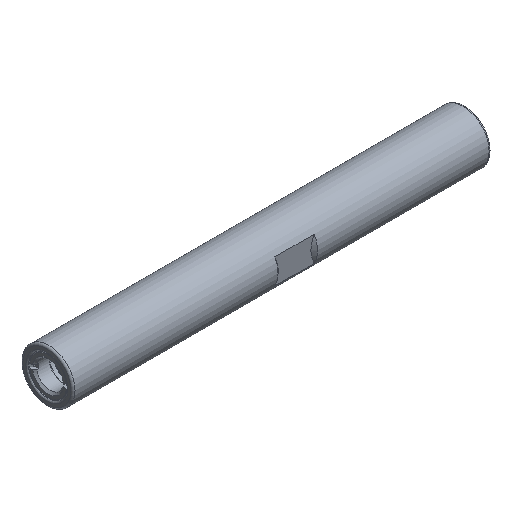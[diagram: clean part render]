
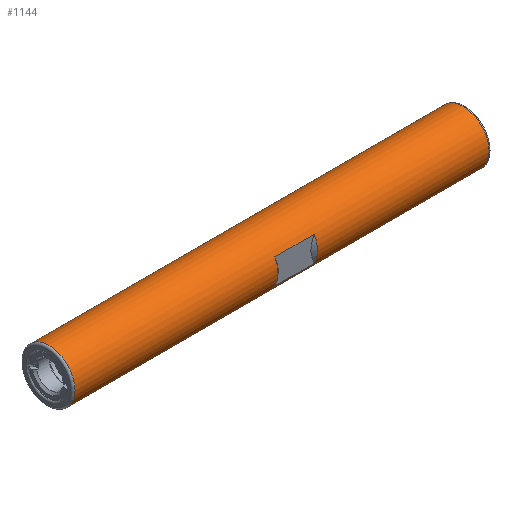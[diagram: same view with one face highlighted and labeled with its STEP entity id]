
A CAD part, isometric view. The second image highlights one B-rep face of the part: STEP entity #1144.
In plain terms, the highlighted cylindrical face has radius 6.345 mm (diameter 12.69 mm), a full revolution.
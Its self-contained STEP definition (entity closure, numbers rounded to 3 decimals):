
#25=FACE_BOUND('',#275,.T.);
#38=CYLINDRICAL_SURFACE('',#1239,6.345);
#53=LINE('',#1842,#113);
#54=LINE('',#1843,#114);
#55=LINE('',#1845,#115);
#56=LINE('',#1846,#116);
#57=LINE('',#1853,#117);
#58=LINE('',#1855,#118);
#113=VECTOR('',#1428,10.);
#114=VECTOR('',#1429,10.);
#115=VECTOR('',#1432,10.);
#116=VECTOR('',#1433,10.);
#117=VECTOR('',#1440,6.345);
#118=VECTOR('',#1441,6.345);
#211=FACE_OUTER_BOUND('',#274,.T.);
#274=EDGE_LOOP('',(#806,#807,#808,#809,#810,#811,#812,#813,#814,#815,#816,
#817,#818,#819,#820,#821));
#275=EDGE_LOOP('',(#822,#823,#824,#825));
#341=CIRCLE('',#1221,6.345);
#342=CIRCLE('',#1222,6.345);
#344=CIRCLE('',#1226,6.345);
#345=CIRCLE('',#1227,6.345);
#347=CIRCLE('',#1231,6.345);
#349=CIRCLE('',#1235,6.345);
#350=CIRCLE('',#1240,6.345);
#351=CIRCLE('',#1241,6.345);
#352=CIRCLE('',#1242,6.345);
#353=CIRCLE('',#1243,6.345);
#354=CIRCLE('',#1244,6.345);
#355=CIRCLE('',#1245,6.345);
#458=VERTEX_POINT('',#1778);
#461=VERTEX_POINT('',#1785);
#462=VERTEX_POINT('',#1789);
#463=VERTEX_POINT('',#1795);
#466=VERTEX_POINT('',#1802);
#467=VERTEX_POINT('',#1806);
#468=VERTEX_POINT('',#1812);
#471=VERTEX_POINT('',#1819);
#472=VERTEX_POINT('',#1827);
#475=VERTEX_POINT('',#1834);
#476=VERTEX_POINT('',#1848);
#477=VERTEX_POINT('',#1849);
#478=VERTEX_POINT('',#1851);
#479=VERTEX_POINT('',#1854);
#480=VERTEX_POINT('',#1856);
#481=VERTEX_POINT('',#1858);
#589=EDGE_CURVE('',#461,#462,#341,.T.);
#590=EDGE_CURVE('',#462,#458,#342,.T.);
#595=EDGE_CURVE('',#466,#467,#344,.T.);
#596=EDGE_CURVE('',#467,#463,#345,.T.);
#601=EDGE_CURVE('',#471,#468,#347,.T.);
#606=EDGE_CURVE('',#475,#472,#349,.T.);
#608=EDGE_CURVE('',#461,#463,#53,.T.);
#609=EDGE_CURVE('',#466,#458,#54,.T.);
#610=EDGE_CURVE('',#471,#472,#55,.T.);
#611=EDGE_CURVE('',#475,#468,#56,.T.);
#612=EDGE_CURVE('',#476,#477,#350,.T.);
#613=EDGE_CURVE('',#478,#476,#351,.T.);
#614=EDGE_CURVE('',#478,#462,#57,.T.);
#615=EDGE_CURVE('',#467,#479,#58,.T.);
#616=EDGE_CURVE('',#479,#480,#352,.T.);
#617=EDGE_CURVE('',#480,#481,#353,.T.);
#618=EDGE_CURVE('',#481,#479,#354,.T.);
#619=EDGE_CURVE('',#477,#478,#355,.T.);
#806=ORIENTED_EDGE('',*,*,#612,.F.);
#807=ORIENTED_EDGE('',*,*,#613,.F.);
#808=ORIENTED_EDGE('',*,*,#614,.T.);
#809=ORIENTED_EDGE('',*,*,#589,.F.);
#810=ORIENTED_EDGE('',*,*,#608,.T.);
#811=ORIENTED_EDGE('',*,*,#596,.F.);
#812=ORIENTED_EDGE('',*,*,#615,.T.);
#813=ORIENTED_EDGE('',*,*,#616,.T.);
#814=ORIENTED_EDGE('',*,*,#617,.T.);
#815=ORIENTED_EDGE('',*,*,#618,.T.);
#816=ORIENTED_EDGE('',*,*,#615,.F.);
#817=ORIENTED_EDGE('',*,*,#595,.F.);
#818=ORIENTED_EDGE('',*,*,#609,.T.);
#819=ORIENTED_EDGE('',*,*,#590,.F.);
#820=ORIENTED_EDGE('',*,*,#614,.F.);
#821=ORIENTED_EDGE('',*,*,#619,.F.);
#822=ORIENTED_EDGE('',*,*,#610,.T.);
#823=ORIENTED_EDGE('',*,*,#606,.F.);
#824=ORIENTED_EDGE('',*,*,#611,.T.);
#825=ORIENTED_EDGE('',*,*,#601,.F.);
#1144=ADVANCED_FACE('',(#211,#25),#38,.T.);
#1221=AXIS2_PLACEMENT_3D('',#1790,#1390,#1391);
#1222=AXIS2_PLACEMENT_3D('',#1791,#1392,#1393);
#1226=AXIS2_PLACEMENT_3D('',#1807,#1401,#1402);
#1227=AXIS2_PLACEMENT_3D('',#1808,#1403,#1404);
#1231=AXIS2_PLACEMENT_3D('',#1823,#1412,#1413);
#1235=AXIS2_PLACEMENT_3D('',#1838,#1421,#1422);
#1239=AXIS2_PLACEMENT_3D('',#1847,#1434,#1435);
#1240=AXIS2_PLACEMENT_3D('',#1850,#1436,#1437);
#1241=AXIS2_PLACEMENT_3D('',#1852,#1438,#1439);
#1242=AXIS2_PLACEMENT_3D('',#1857,#1442,#1443);
#1243=AXIS2_PLACEMENT_3D('',#1859,#1444,#1445);
#1244=AXIS2_PLACEMENT_3D('',#1860,#1446,#1447);
#1245=AXIS2_PLACEMENT_3D('',#1861,#1448,#1449);
#1390=DIRECTION('center_axis',(-1.,0.,0.));
#1391=DIRECTION('ref_axis',(0.,-1.,0.));
#1392=DIRECTION('center_axis',(-1.,0.,0.));
#1393=DIRECTION('ref_axis',(0.,-1.,0.));
#1401=DIRECTION('center_axis',(1.,0.,0.));
#1402=DIRECTION('ref_axis',(0.,-1.,0.));
#1403=DIRECTION('center_axis',(1.,0.,0.));
#1404=DIRECTION('ref_axis',(0.,-1.,0.));
#1412=DIRECTION('center_axis',(-1.,0.,0.));
#1413=DIRECTION('ref_axis',(0.,1.,0.));
#1421=DIRECTION('center_axis',(1.,0.,0.));
#1422=DIRECTION('ref_axis',(0.,1.,0.));
#1428=DIRECTION('',(-1.,0.,0.));
#1429=DIRECTION('',(1.,0.,0.));
#1432=DIRECTION('',(-1.,0.,0.));
#1433=DIRECTION('',(1.,0.,0.));
#1434=DIRECTION('center_axis',(1.,0.,0.));
#1435=DIRECTION('ref_axis',(0.,1.,0.));
#1436=DIRECTION('center_axis',(1.,0.,0.));
#1437=DIRECTION('ref_axis',(0.,0.,-1.));
#1438=DIRECTION('center_axis',(1.,0.,0.));
#1439=DIRECTION('ref_axis',(0.,0.,-1.));
#1440=DIRECTION('',(-1.,0.,0.));
#1441=DIRECTION('',(-1.,0.,0.));
#1442=DIRECTION('center_axis',(1.,0.,0.));
#1443=DIRECTION('ref_axis',(0.,0.,-1.));
#1444=DIRECTION('center_axis',(1.,0.,0.));
#1445=DIRECTION('ref_axis',(0.,0.,-1.));
#1446=DIRECTION('center_axis',(1.,0.,0.));
#1447=DIRECTION('ref_axis',(0.,0.,-1.));
#1448=DIRECTION('center_axis',(1.,0.,0.));
#1449=DIRECTION('ref_axis',(0.,0.,-1.));
#1778=CARTESIAN_POINT('',(59.323,-5.55,3.075));
#1785=CARTESIAN_POINT('',(59.323,-5.55,-3.075));
#1789=CARTESIAN_POINT('',(59.323,-6.345,0.));
#1790=CARTESIAN_POINT('Origin',(59.323,0.,0.));
#1791=CARTESIAN_POINT('Origin',(59.323,0.,0.));
#1795=CARTESIAN_POINT('',(49.743,-5.55,-3.075));
#1802=CARTESIAN_POINT('',(49.743,-5.55,3.075));
#1806=CARTESIAN_POINT('',(49.743,-6.345,0.));
#1807=CARTESIAN_POINT('Origin',(49.743,0.,0.));
#1808=CARTESIAN_POINT('Origin',(49.743,0.,0.));
#1812=CARTESIAN_POINT('',(59.323,5.55,-3.075));
#1819=CARTESIAN_POINT('',(59.323,5.55,3.075));
#1823=CARTESIAN_POINT('Origin',(59.323,0.,0.));
#1827=CARTESIAN_POINT('',(49.743,5.55,3.075));
#1834=CARTESIAN_POINT('',(49.743,5.55,-3.075));
#1838=CARTESIAN_POINT('Origin',(49.743,0.,0.));
#1842=CARTESIAN_POINT('',(50.733,-5.55,-3.075));
#1843=CARTESIAN_POINT('',(50.733,-5.55,3.075));
#1845=CARTESIAN_POINT('',(50.733,5.55,3.075));
#1846=CARTESIAN_POINT('',(50.733,5.55,-3.075));
#1847=CARTESIAN_POINT('Origin',(50.733,0.,0.));
#1848=CARTESIAN_POINT('',(101.033,6.345,0.));
#1849=CARTESIAN_POINT('',(101.033,0.,6.345));
#1850=CARTESIAN_POINT('Origin',(101.033,0.,0.));
#1851=CARTESIAN_POINT('',(101.033,-6.345,0.));
#1852=CARTESIAN_POINT('Origin',(101.033,0.,0.));
#1853=CARTESIAN_POINT('',(50.733,-6.345,0.));
#1854=CARTESIAN_POINT('',(0.433,-6.345,0.));
#1855=CARTESIAN_POINT('',(50.733,-6.345,0.));
#1856=CARTESIAN_POINT('',(0.433,6.345,0.));
#1857=CARTESIAN_POINT('Origin',(0.433,0.,0.));
#1858=CARTESIAN_POINT('',(0.433,0.,6.345));
#1859=CARTESIAN_POINT('Origin',(0.433,0.,0.));
#1860=CARTESIAN_POINT('Origin',(0.433,0.,0.));
#1861=CARTESIAN_POINT('Origin',(101.033,0.,0.));
